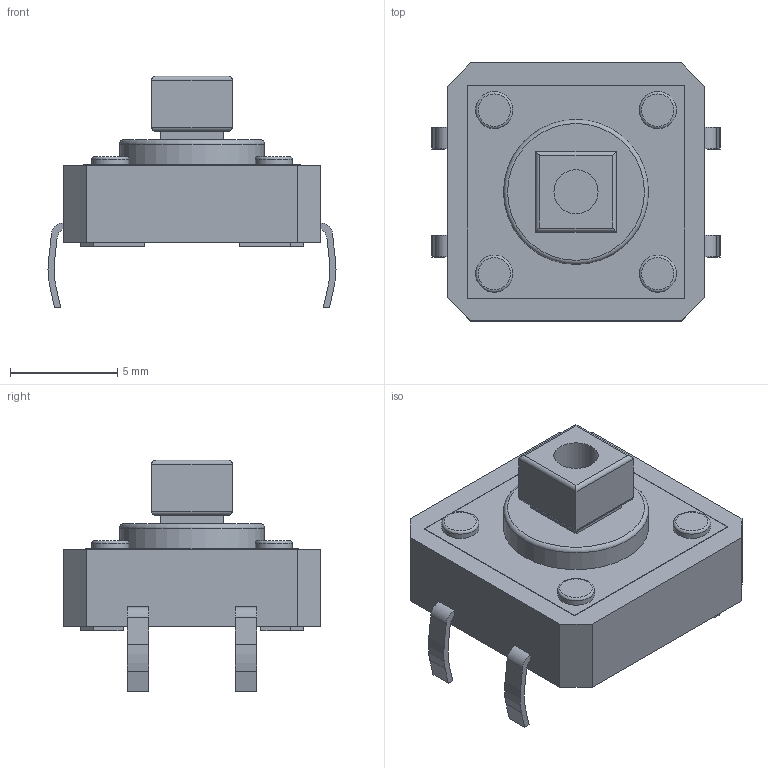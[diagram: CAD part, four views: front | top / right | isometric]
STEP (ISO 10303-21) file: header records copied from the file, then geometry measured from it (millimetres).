
FILE_DESCRIPTION(/* description */ ('Unknown'),/* implementation_level */ '2;1');
FILE_NAME(/* name */ '12mmx12mm_b3f5050.stp',/* time_stamp */ '2020-07-23T17:23:05+02:00',/* author */ ('franc'),/* organization */ ('Unknown'),/* preprocessor_version */ 'ST-DEVELOPER v18',/* originating_system */ 'Autodesk Inventor 2020',/* authorisation */ '');
FILE_SCHEMA (('AUTOMOTIVE_DESIGN { 1 0 10303 214 3 1 1 }'));
Length unit declared in the file: millimetre
Products named in the file (2): 12mmx12mm With Green cap; Tactal Switch - THRU(12mmx12mmx__mm)-Square Yellow
Assembly tree (1 placements, depth 2):
  12mmx12mm With Green cap
    Tactal Switch - THRU(12mmx12mmx__mm)-Square Yellow
Bounding box: 13.42 x 12.01 x 10.79 mm (x, y, z)
Volume: 600.6 mm3; surface area: 625.7 mm2
Topology: 1 solids, 21 shells, 290 faces, 697 edges, 466 vertices
Faces by surface type: plane 216, bspline 39, cylinder 30, torus 5
Full cylindrical faces by diameter (mm): 1.727 x4, 2.057 x1, 6.756 x1
Entity records: 9606 total; most frequent: CARTESIAN_POINT 2807, ORIENTED_EDGE 1394, DIRECTION 1206, EDGE_CURVE 697, LINE 540, VECTOR 540, VERTEX_POINT 466, AXIS2_PLACEMENT_3D 333
